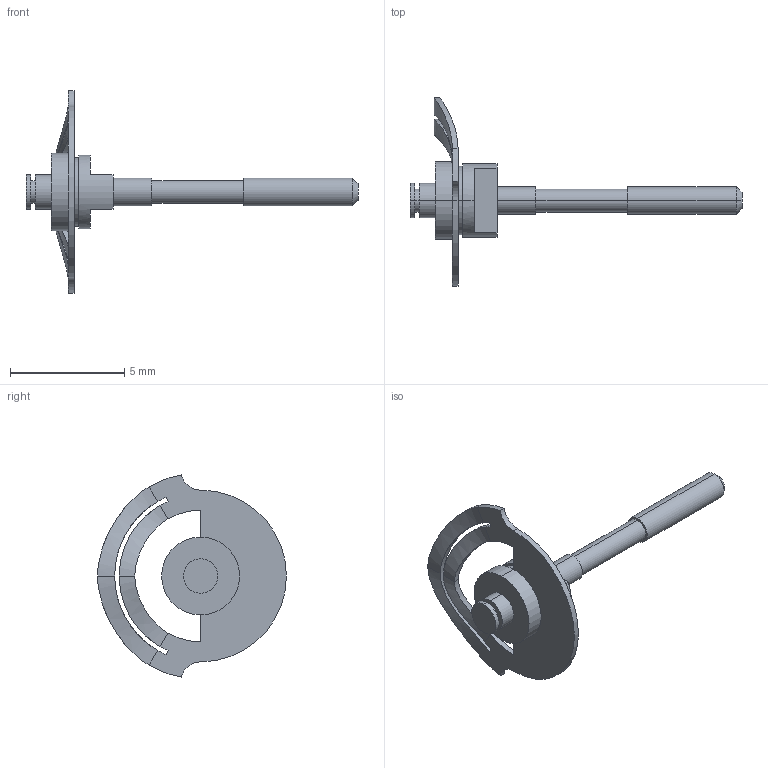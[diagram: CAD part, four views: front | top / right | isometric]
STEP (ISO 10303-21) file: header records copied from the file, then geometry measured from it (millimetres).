
FILE_DESCRIPTION (( 'STEP AP214' ), '1' );
FILE_NAME ('Part_2.STEP', '2024-01-17T21:36:46', ( '' ), ( '' ), 'SwSTEP 2.0', 'SolidWorks 2022', '' );
FILE_SCHEMA (( 'AUTOMOTIVE_DESIGN' ));
Length unit declared in the file: millimetre
Products named in the file (1): Part_2
Bounding box: 14.5 x 8.25 x 8.84 mm (x, y, z)
Volume: 38.3 mm3; surface area: 185 mm2
Topology: 2 solids, 2 shells, 65 faces, 154 edges, 98 vertices
Faces by surface type: cylinder 30, plane 21, bspline 12, cone 2
Entity records: 2504 total; most frequent: CARTESIAN_POINT 766, DIRECTION 316, ORIENTED_EDGE 308, EDGE_CURVE 154, AXIS2_PLACEMENT_3D 124, VERTEX_POINT 98, EDGE_LOOP 74, CIRCLE 70
